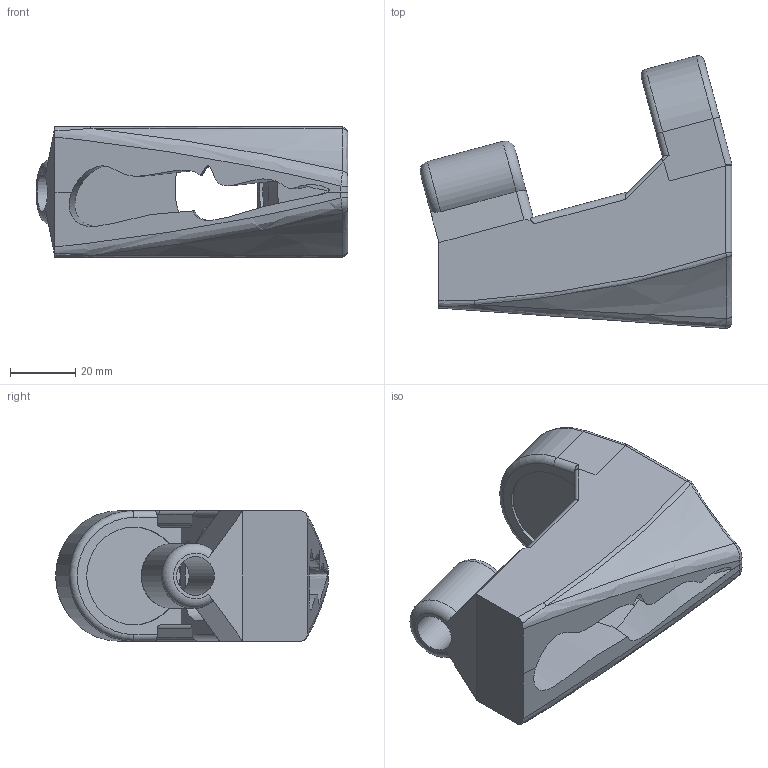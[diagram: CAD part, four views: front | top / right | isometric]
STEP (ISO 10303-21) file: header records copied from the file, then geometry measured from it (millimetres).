
FILE_DESCRIPTION(/* description */ (''),/* implementation_level */ '2;1');
FILE_NAME(/* name */ 'mocowanie do silnika.step',/* time_stamp */ '2026-02-14T19:59:13+01:00',/* author */ (''),/* organization */ (''),/* preprocessor_version */ 'ST-DEVELOPER v20.1',/* originating_system */ 'Autodesk Translation Framework v14.21.0.0',/* authorisation */ '');
FILE_SCHEMA (('AUTOMOTIVE_DESIGN { 1 0 10303 214 3 1 1 }'));
Length unit declared in the file: millimetre
Products named in the file (1): mocowanie do silnika
Bounding box: 95.78 x 83.77 x 40 mm (x, y, z)
Volume: 116514.4 mm3; surface area: 26991.3 mm2
Topology: 1 solids, 1 shells, 69 faces, 211 edges, 143 vertices
Faces by surface type: plane 23, bspline 20, cylinder 20, torus 4, sphere 2
Full cylindrical faces by diameter (mm): 12 x1, 30 x1
Entity records: 6792 total; most frequent: CARTESIAN_POINT 5079, ORIENTED_EDGE 422, DIRECTION 255, EDGE_CURVE 211, VERTEX_POINT 143, AXIS2_PLACEMENT_3D 97, B_SPLINE_CURVE_WITH_KNOTS 94, EDGE_LOOP 72
